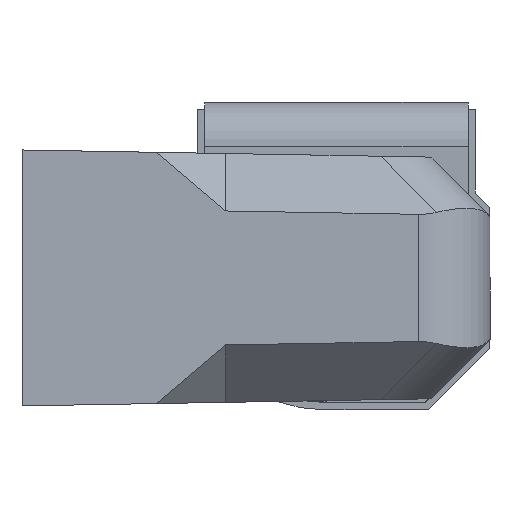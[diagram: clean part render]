
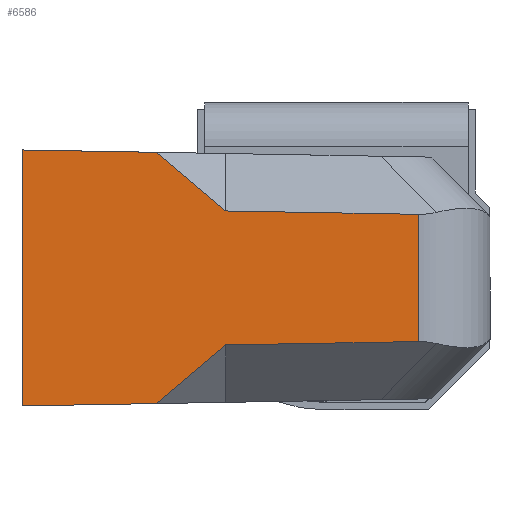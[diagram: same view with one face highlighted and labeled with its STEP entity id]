
A CAD part, front view. The second image highlights one B-rep face of the part: STEP entity #6586.
In plain terms, the highlighted planar face has unit normal (0.018, -1, 0).
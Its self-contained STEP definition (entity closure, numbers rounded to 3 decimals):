
#14 = CARTESIAN_POINT ( 'NONE',  ( 4.087, -63.027, 8.75 ) ) ;
#63 = DIRECTION ( 'NONE',  ( -0.763, -0.013, 0.647 ) ) ;
#75 = LINE ( 'NONE', #6847, #4984 ) ;
#813 = CARTESIAN_POINT ( 'NONE',  ( -9.072, -63.257, -4.579 ) ) ;
#836 = CARTESIAN_POINT ( 'NONE',  ( -19.233, -63.434, 13.194 ) ) ;
#899 = VERTEX_POINT ( 'NONE', #813 ) ;
#905 = DIRECTION ( 'NONE',  ( -1., -0.017, 0. ) ) ;
#1046 = VERTEX_POINT ( 'NONE', #2639 ) ;
#1116 = CARTESIAN_POINT ( 'NONE',  ( 4.087, -63.027, -4.35 ) ) ;
#1383 = ORIENTED_EDGE ( 'NONE', *, *, #3139, .T. ) ;
#1493 = EDGE_CURVE ( 'NONE', #3209, #3514, #75, .T. ) ;
#1561 = LINE ( 'NONE', #14, #3264 ) ;
#1610 = LINE ( 'NONE', #836, #1898 ) ;
#1616 = VERTEX_POINT ( 'NONE', #1116 ) ;
#1670 = DIRECTION ( 'NONE',  ( -0.017, 1., 0. ) ) ;
#1898 = VECTOR ( 'NONE', #63, 1000. ) ;
#2447 = CARTESIAN_POINT ( 'NONE',  ( -23., -63.5, 8.75 ) ) ;
#2639 = CARTESIAN_POINT ( 'NONE',  ( -13.802, -63.339, 8.589 ) ) ;
#2736 = EDGE_CURVE ( 'NONE', #3209, #1046, #4503, .T. ) ;
#2972 = DIRECTION ( 'NONE',  ( 1., 0.017, -0.017 ) ) ;
#3137 = CARTESIAN_POINT ( 'NONE',  ( -23., -63.5, -8.75 ) ) ;
#3139 = EDGE_CURVE ( 'NONE', #3929, #899, #5649, .T. ) ;
#3209 = VERTEX_POINT ( 'NONE', #5880 ) ;
#3222 = PLANE ( 'NONE',  #6178 ) ;
#3264 = VECTOR ( 'NONE', #6788, 1000. ) ;
#3325 = DIRECTION ( 'NONE',  ( 0.763, 0.013, 0.647 ) ) ;
#3514 = VERTEX_POINT ( 'NONE', #3137 ) ;
#3549 = EDGE_CURVE ( 'NONE', #3929, #3514, #6639, .T. ) ;
#3658 = ORIENTED_EDGE ( 'NONE', *, *, #3765, .F. ) ;
#3739 = CARTESIAN_POINT ( 'NONE',  ( -23., -63.5, 8.75 ) ) ;
#3765 = EDGE_CURVE ( 'NONE', #1616, #899, #7445, .T. ) ;
#3929 = VERTEX_POINT ( 'NONE', #5402 ) ;
#4086 = CARTESIAN_POINT ( 'NONE',  ( -10.603, -63.284, -5.877 ) ) ;
#4198 = VERTEX_POINT ( 'NONE', #7438 ) ;
#4213 = VECTOR ( 'NONE', #2972, 1000. ) ;
#4303 = DIRECTION ( 'NONE',  ( -1., -0.017, -0.017 ) ) ;
#4451 = DIRECTION ( 'NONE',  ( -1., -0.017, 0.017 ) ) ;
#4503 = LINE ( 'NONE', #3739, #4213 ) ;
#4532 = EDGE_CURVE ( 'NONE', #6582, #1046, #1610, .T. ) ;
#4833 = ORIENTED_EDGE ( 'NONE', *, *, #1493, .T. ) ;
#4984 = VECTOR ( 'NONE', #6086, 1000. ) ;
#5092 = CARTESIAN_POINT ( 'NONE',  ( -22.695, -63.495, -8.745 ) ) ;
#5235 = CARTESIAN_POINT ( 'NONE',  ( -23.069, -63.501, 4.824 ) ) ;
#5381 = VECTOR ( 'NONE', #3325, 1000. ) ;
#5402 = CARTESIAN_POINT ( 'NONE',  ( -13.802, -63.339, -8.589 ) ) ;
#5449 = VECTOR ( 'NONE', #4303, 1000. ) ;
#5477 = VECTOR ( 'NONE', #4451, 1000. ) ;
#5649 = LINE ( 'NONE', #4086, #5381 ) ;
#5755 = EDGE_CURVE ( 'NONE', #4198, #6582, #6008, .T. ) ;
#5794 = FACE_OUTER_BOUND ( 'NONE', #7130, .T. ) ;
#5880 = CARTESIAN_POINT ( 'NONE',  ( -23., -63.5, 8.75 ) ) ;
#5909 = DIRECTION ( 'NONE',  ( -1., -0.017, -0.017 ) ) ;
#6008 = LINE ( 'NONE', #5235, #5477 ) ;
#6086 = DIRECTION ( 'NONE',  ( 0., 0., -1. ) ) ;
#6178 = AXIS2_PLACEMENT_3D ( 'NONE', #2447, #1670, #905 ) ;
#6228 = ORIENTED_EDGE ( 'NONE', *, *, #7477, .T. ) ;
#6313 = CARTESIAN_POINT ( 'NONE',  ( -9.072, -63.257, 4.579 ) ) ;
#6364 = ORIENTED_EDGE ( 'NONE', *, *, #3549, .F. ) ;
#6582 = VERTEX_POINT ( 'NONE', #6313 ) ;
#6585 = VECTOR ( 'NONE', #5909, 1000. ) ;
#6586 = ADVANCED_FACE ( 'NONE', ( #5794 ), #3222, .F. ) ;
#6639 = LINE ( 'NONE', #5092, #5449 ) ;
#6676 = CARTESIAN_POINT ( 'NONE',  ( -22.763, -63.496, -4.819 ) ) ;
#6714 = ORIENTED_EDGE ( 'NONE', *, *, #4532, .T. ) ;
#6788 = DIRECTION ( 'NONE',  ( 0., 0., 1. ) ) ;
#6847 = CARTESIAN_POINT ( 'NONE',  ( -23., -63.5, 8.75 ) ) ;
#7130 = EDGE_LOOP ( 'NONE', ( #3658, #6228, #7136, #6714, #7174, #4833, #6364, #1383 ) ) ;
#7136 = ORIENTED_EDGE ( 'NONE', *, *, #5755, .T. ) ;
#7174 = ORIENTED_EDGE ( 'NONE', *, *, #2736, .F. ) ;
#7438 = CARTESIAN_POINT ( 'NONE',  ( 4.087, -63.027, 4.35 ) ) ;
#7445 = LINE ( 'NONE', #6676, #6585 ) ;
#7477 = EDGE_CURVE ( 'NONE', #1616, #4198, #1561, .T. ) ;
